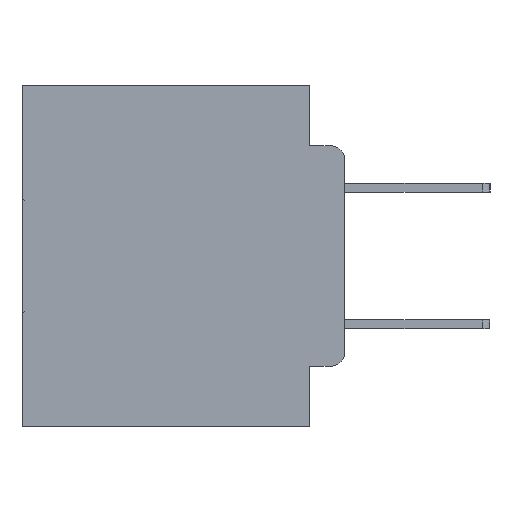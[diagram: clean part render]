
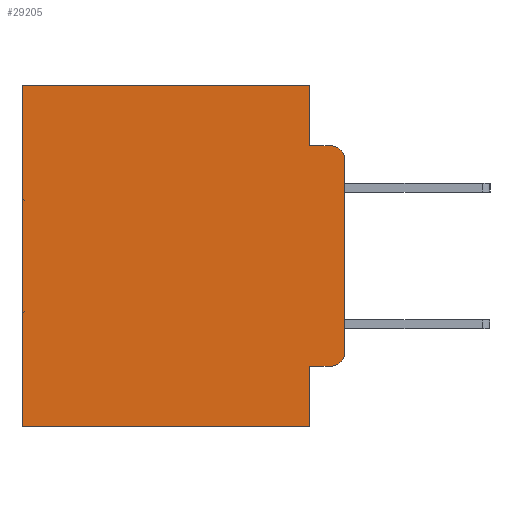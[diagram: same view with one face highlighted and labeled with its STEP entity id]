
A CAD part, left-side view. The second image highlights one B-rep face of the part: STEP entity #29205.
In plain terms, the highlighted planar face has unit normal (-1, 0, 0).
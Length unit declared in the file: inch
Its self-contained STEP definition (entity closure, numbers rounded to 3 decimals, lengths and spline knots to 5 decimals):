
#119 = VERTEX_POINT ( 'NONE', #22344 ) ;
#695 = ORIENTED_EDGE ( 'NONE', *, *, #25167, .T. ) ;
#996 = DIRECTION ( 'NONE',  ( 0., 0., -1. ) ) ;
#1383 = VECTOR ( 'NONE', #996, 39.37008 ) ;
#1444 = EDGE_CURVE ( 'NONE', #119, #23467, #28436, .T. ) ;
#2224 = VECTOR ( 'NONE', #22158, 39.37008 ) ;
#2552 = LINE ( 'NONE', #16038, #1383 ) ;
#2751 = CARTESIAN_POINT ( 'NONE',  ( 0.298, 0., 0. ) ) ;
#3113 = ORIENTED_EDGE ( 'NONE', *, *, #26739, .F. ) ;
#3247 = DIRECTION ( 'NONE',  ( -1., 0., 0. ) ) ;
#3561 = CARTESIAN_POINT ( 'NONE',  ( 0.298, 0.051, 0. ) ) ;
#3935 = DIRECTION ( 'NONE',  ( 0., 1., 0. ) ) ;
#4198 = ORIENTED_EDGE ( 'NONE', *, *, #23598, .T. ) ;
#4884 = EDGE_CURVE ( 'NONE', #119, #13916, #7051, .T. ) ;
#5483 = VERTEX_POINT ( 'NONE', #30823 ) ;
#6136 = DIRECTION ( 'NONE',  ( 0., 0., -1. ) ) ;
#6189 = CARTESIAN_POINT ( 'NONE',  ( 0.298, 0., 0. ) ) ;
#6582 = CARTESIAN_POINT ( 'NONE',  ( 0.298, 0.02, -0.0885 ) ) ;
#7051 = LINE ( 'NONE', #2751, #27162 ) ;
#7152 = ORIENTED_EDGE ( 'NONE', *, *, #19266, .F. ) ;
#7186 = VERTEX_POINT ( 'NONE', #11034 ) ;
#7446 = LINE ( 'NONE', #26968, #22724 ) ;
#7527 = CARTESIAN_POINT ( 'NONE',  ( 0.298, 0., -0.5 ) ) ;
#7878 = ORIENTED_EDGE ( 'NONE', *, *, #28320, .T. ) ;
#7947 = VECTOR ( 'NONE', #6136, 39.37008 ) ;
#9336 = ORIENTED_EDGE ( 'NONE', *, *, #22799, .T. ) ;
#9787 = LINE ( 'NONE', #7527, #2224 ) ;
#10094 = CARTESIAN_POINT ( 'NONE',  ( 0.298, 0., -0.3915 ) ) ;
#10184 = ORIENTED_EDGE ( 'NONE', *, *, #29921, .F. ) ;
#10639 = DIRECTION ( 'NONE',  ( 0., -1., 0. ) ) ;
#10693 = ORIENTED_EDGE ( 'NONE', *, *, #31502, .F. ) ;
#11034 = CARTESIAN_POINT ( 'NONE',  ( 0.298, 0.02, -0.4115 ) ) ;
#11053 = ORIENTED_EDGE ( 'NONE', *, *, #1444, .T. ) ;
#11234 = PLANE ( 'NONE',  #12864 ) ;
#11448 = DIRECTION ( 'NONE',  ( 0., 0., -1. ) ) ;
#11468 = CIRCLE ( 'NONE', #28018, 0.02 ) ;
#11573 = VECTOR ( 'NONE', #29011, 39.37008 ) ;
#12222 = ORIENTED_EDGE ( 'NONE', *, *, #4884, .F. ) ;
#12581 = DIRECTION ( 'NONE',  ( 0., 0., -1. ) ) ;
#12864 = AXIS2_PLACEMENT_3D ( 'NONE', #6189, #13716, #30440 ) ;
#13716 = DIRECTION ( 'NONE',  ( 1., 0., 0. ) ) ;
#13833 = CARTESIAN_POINT ( 'NONE',  ( 0.298, 0.02, -0.1085 ) ) ;
#13916 = VERTEX_POINT ( 'NONE', #10094 ) ;
#14646 = CARTESIAN_POINT ( 'NONE',  ( 0.298, 0.02, -0.3915 ) ) ;
#14738 = DIRECTION ( 'NONE',  ( 0., 0., -1. ) ) ;
#14791 = CARTESIAN_POINT ( 'NONE',  ( 0.298, 0.051, -0.5 ) ) ;
#16038 = CARTESIAN_POINT ( 'NONE',  ( 0.298, 0.051, 0. ) ) ;
#17092 = DIRECTION ( 'NONE',  ( 0., 0., -1. ) ) ;
#17323 = CARTESIAN_POINT ( 'NONE',  ( 0.298, 0.473, 0. ) ) ;
#18046 = EDGE_LOOP ( 'NONE', ( #12222, #11053, #10693, #10184, #9336, #7878, #7152, #3113, #695, #4198 ) ) ;
#18441 = LINE ( 'NONE', #18871, #25474 ) ;
#18871 = CARTESIAN_POINT ( 'NONE',  ( 0.298, 0., 0. ) ) ;
#19266 = EDGE_CURVE ( 'NONE', #30652, #23204, #9787, .T. ) ;
#20384 = CARTESIAN_POINT ( 'NONE',  ( 0.298, 0.473, -0.5 ) ) ;
#20993 = LINE ( 'NONE', #3561, #7947 ) ;
#22158 = DIRECTION ( 'NONE',  ( 0., 1., 0. ) ) ;
#22344 = CARTESIAN_POINT ( 'NONE',  ( 0.298, 0., -0.1085 ) ) ;
#22707 = CARTESIAN_POINT ( 'NONE',  ( 0.298, 0.051, -0.0885 ) ) ;
#22724 = VECTOR ( 'NONE', #12581, 39.37008 ) ;
#22799 = EDGE_CURVE ( 'NONE', #5483, #25191, #18441, .T. ) ;
#23204 = VERTEX_POINT ( 'NONE', #20384 ) ;
#23378 = CARTESIAN_POINT ( 'NONE',  ( 0.298, 0.051, -0.0885 ) ) ;
#23467 = VERTEX_POINT ( 'NONE', #6582 ) ;
#23520 = VECTOR ( 'NONE', #10639, 39.37008 ) ;
#23598 = EDGE_CURVE ( 'NONE', #7186, #13916, #11468, .T. ) ;
#24303 = CARTESIAN_POINT ( 'NONE',  ( 0.298, 0.051, -0.4115 ) ) ;
#25167 = EDGE_CURVE ( 'NONE', #29129, #7186, #29954, .T. ) ;
#25191 = VERTEX_POINT ( 'NONE', #17323 ) ;
#25474 = VECTOR ( 'NONE', #3935, 39.37008 ) ;
#26739 = EDGE_CURVE ( 'NONE', #29129, #30652, #20993, .T. ) ;
#26968 = CARTESIAN_POINT ( 'NONE',  ( 0.298, 0.473, 0. ) ) ;
#27162 = VECTOR ( 'NONE', #14738, 39.37008 ) ;
#27379 = AXIS2_PLACEMENT_3D ( 'NONE', #13833, #3247, #11448 ) ;
#27738 = CARTESIAN_POINT ( 'NONE',  ( 0.298, 0.051, -0.4115 ) ) ;
#28018 = AXIS2_PLACEMENT_3D ( 'NONE', #14646, #31312, #17092 ) ;
#28320 = EDGE_CURVE ( 'NONE', #25191, #23204, #7446, .T. ) ;
#28436 = CIRCLE ( 'NONE', #27379, 0.02 ) ;
#29011 = DIRECTION ( 'NONE',  ( 0., -1., 0. ) ) ;
#29129 = VERTEX_POINT ( 'NONE', #27738 ) ;
#29205 = ADVANCED_FACE ( 'NONE', ( #31538 ), #11234, .F. ) ;
#29778 = LINE ( 'NONE', #22707, #23520 ) ;
#29921 = EDGE_CURVE ( 'NONE', #5483, #29938, #2552, .T. ) ;
#29938 = VERTEX_POINT ( 'NONE', #23378 ) ;
#29954 = LINE ( 'NONE', #24303, #11573 ) ;
#30440 = DIRECTION ( 'NONE',  ( 0., 0., -1. ) ) ;
#30652 = VERTEX_POINT ( 'NONE', #14791 ) ;
#30823 = CARTESIAN_POINT ( 'NONE',  ( 0.298, 0.051, 0. ) ) ;
#31312 = DIRECTION ( 'NONE',  ( -1., 0., 0. ) ) ;
#31502 = EDGE_CURVE ( 'NONE', #29938, #23467, #29778, .T. ) ;
#31538 = FACE_OUTER_BOUND ( 'NONE', #18046, .T. ) ;
